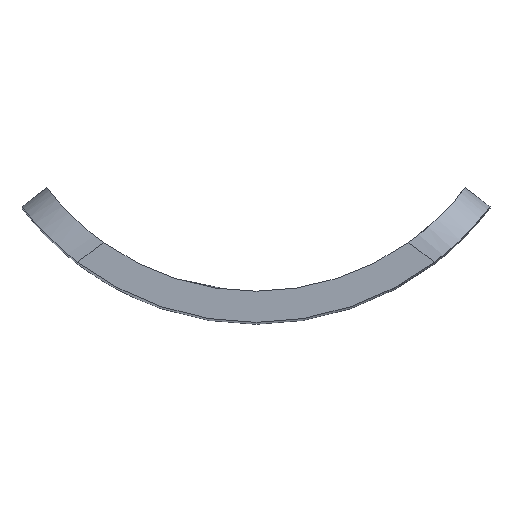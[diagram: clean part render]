
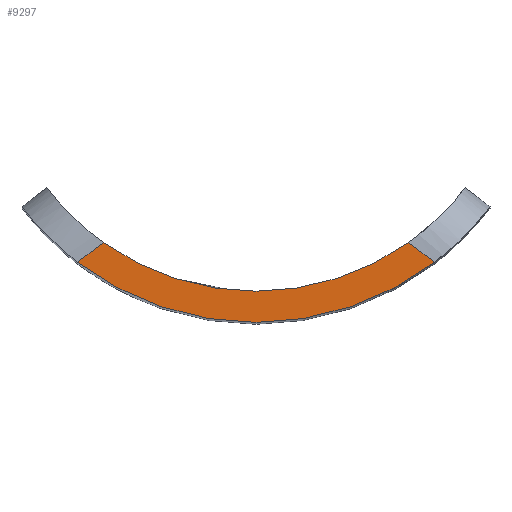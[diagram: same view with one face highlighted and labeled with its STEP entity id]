
A CAD part, top view. The second image highlights one B-rep face of the part: STEP entity #9297.
In plain terms, the highlighted planar face has unit normal (0, 0, 1).
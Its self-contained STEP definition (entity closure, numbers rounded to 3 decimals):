
#81 = LINE ( 'NONE', #1200, #10066 ) ;
#243 = DIRECTION ( 'NONE',  ( -0.796, 0.606, 0. ) ) ;
#292 = DIRECTION ( 'NONE',  ( -0.796, -0.606, 0. ) ) ;
#345 = DIRECTION ( 'NONE',  ( 0., 0., -1. ) ) ;
#1029 = VERTEX_POINT ( 'NONE', #8018 ) ;
#1200 = CARTESIAN_POINT ( 'NONE',  ( -11.972, 3.455, 35. ) ) ;
#1288 = DIRECTION ( 'NONE',  ( 1., 0., 0. ) ) ;
#1958 = PLANE ( 'NONE',  #9904 ) ;
#2173 = CARTESIAN_POINT ( 'NONE',  ( 10.38, 4.667, 35. ) ) ;
#2611 = CIRCLE ( 'NONE', #6340, 16.85 ) ;
#3839 = CARTESIAN_POINT ( 'NONE',  ( 0., 18.85, 35. ) ) ;
#4364 = FACE_OUTER_BOUND ( 'NONE', #10711, .T. ) ;
#4404 = ORIENTED_EDGE ( 'NONE', *, *, #8847, .T. ) ;
#4928 = LINE ( 'NONE', #2173, #9771 ) ;
#5372 = CIRCLE ( 'NONE', #8145, 18.85 ) ;
#5897 = DIRECTION ( 'NONE',  ( 0., 0., 1. ) ) ;
#6340 = AXIS2_PLACEMENT_3D ( 'NONE', #11654, #345, #1288 ) ;
#6487 = CARTESIAN_POINT ( 'NONE',  ( -11.435, 3.864, 35. ) ) ;
#6557 = ORIENTED_EDGE ( 'NONE', *, *, #6893, .T. ) ;
#6649 = DIRECTION ( 'NONE',  ( 1., 0., 0. ) ) ;
#6694 = ORIENTED_EDGE ( 'NONE', *, *, #11171, .T. ) ;
#6703 = VERTEX_POINT ( 'NONE', #6487 ) ;
#6893 = EDGE_CURVE ( 'NONE', #11841, #1029, #2611, .T. ) ;
#7716 = CARTESIAN_POINT ( 'NONE',  ( 11.435, 3.864, 35. ) ) ;
#8018 = CARTESIAN_POINT ( 'NONE',  ( -9.776, 5.126, 35. ) ) ;
#8145 = AXIS2_PLACEMENT_3D ( 'NONE', #11137, #10366, #11316 ) ;
#8657 = VERTEX_POINT ( 'NONE', #7716 ) ;
#8847 = EDGE_CURVE ( 'NONE', #1029, #6703, #81, .T. ) ;
#9191 = EDGE_CURVE ( 'NONE', #6703, #8657, #5372, .T. ) ;
#9297 = ADVANCED_FACE ( 'NONE', ( #4364 ), #1958, .T. ) ;
#9771 = VECTOR ( 'NONE', #243, 1000. ) ;
#9904 = AXIS2_PLACEMENT_3D ( 'NONE', #3839, #5897, #6649 ) ;
#10066 = VECTOR ( 'NONE', #292, 1000. ) ;
#10366 = DIRECTION ( 'NONE',  ( 0., 0., 1. ) ) ;
#10711 = EDGE_LOOP ( 'NONE', ( #12196, #6694, #6557, #4404 ) ) ;
#11137 = CARTESIAN_POINT ( 'NONE',  ( 0., 18.85, 35. ) ) ;
#11171 = EDGE_CURVE ( 'NONE', #8657, #11841, #4928, .T. ) ;
#11316 = DIRECTION ( 'NONE',  ( 1., 0., 0. ) ) ;
#11475 = CARTESIAN_POINT ( 'NONE',  ( 9.776, 5.126, 35. ) ) ;
#11654 = CARTESIAN_POINT ( 'NONE',  ( 0., 18.85, 35. ) ) ;
#11841 = VERTEX_POINT ( 'NONE', #11475 ) ;
#12196 = ORIENTED_EDGE ( 'NONE', *, *, #9191, .T. ) ;
